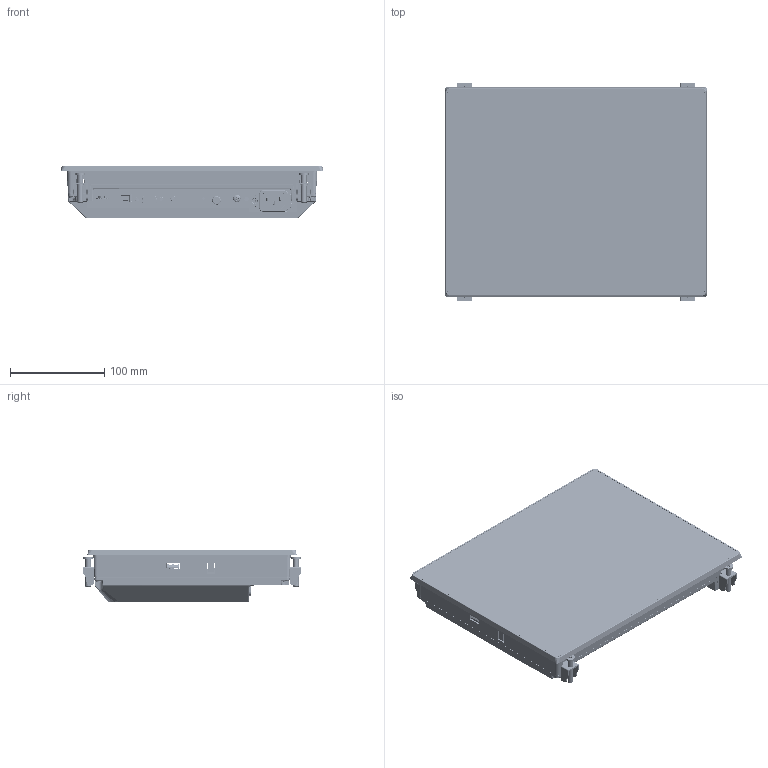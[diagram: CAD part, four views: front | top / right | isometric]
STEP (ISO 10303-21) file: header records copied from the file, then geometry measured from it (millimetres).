
FILE_DESCRIPTION(/* description */ (''),/* implementation_level */ '2;1');
FILE_NAME(/* name */ '',/* time_stamp */ '2017-11-09T13:09:55+09:00',/* author */ (''),/* organization */ (''),/* preprocessor_version */ 'ST-DEVELOPER v16.5',/* originating_system */ 'Autodesk Inventor 2017',/* authorisation */ '');
FILE_SCHEMA (('CONFIG_CONTROL_DESIGN'));
Products named in the file (1): HP_TMG(H)-310-AC00
Bounding box: 278 x 230.29 x 56 mm (x, y, z)
Volume: 557254.1 mm3; surface area: 606074.1 mm2
Topology: 5 solids, 37 shells, 6357 faces, 16975 edges, 10878 vertices
Faces by surface type: plane 3642, cylinder 1211, cone 779, bspline 616, torus 80, sphere 29
Full cylindrical faces by diameter (mm): 0.8 x8, 1 x18, 2 x1, 2.6 x2, 2.84 x2, 3 x50, 3.2 x7, 3.5 x118, 3.6 x6, 3.8 x4, 4 x34, 4.1 x8, 4.5 x6, 4.8 x4, 5 x1, 5.5 x2, 6 x8, 6.15 x12, 6.2 x8, 6.3 x1, 7 x5, 7.15 x6, 7.6 x1, 8 x22, 9 x7, 10 x6
Entity records: 218180 total; most frequent: CARTESIAN_POINT 53396, ORIENTED_EDGE 32946, DIRECTION 31910, EDGE_CURVE 16462, LINE 10950, VECTOR 10950, VERTEX_POINT 10794, AXIS2_PLACEMENT_3D 10480
